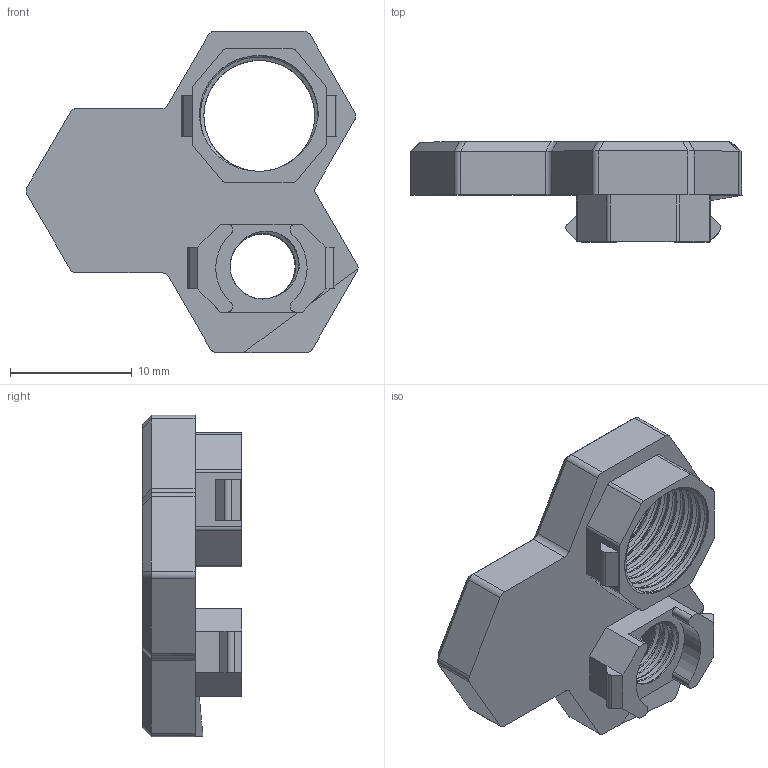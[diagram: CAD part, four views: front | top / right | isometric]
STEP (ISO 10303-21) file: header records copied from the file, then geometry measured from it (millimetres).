
FILE_DESCRIPTION(/* description */ (''),/* implementation_level */ '2;1');
FILE_NAME(/* name */ 'Low_M10_PC4_noLED_High_M6_PC4.step',/* time_stamp */ '2025-03-30T15:03:45+02:00',/* author */ (''),/* organization */ (''),/* preprocessor_version */ 'ST-DEVELOPER v20.1',/* originating_system */ 'Autodesk Translation Framework v14.4.0.0',/* authorisation */ '');
FILE_SCHEMA (('AUTOMOTIVE_DESIGN { 1 0 10303 214 3 1 1 }'));
Length unit declared in the file: millimetre
Products named in the file (1): DualPC4_M10_M6_ (2) (1)
Bounding box: 27.24 x 8.2 x 26.37 mm (x, y, z)
Volume: 1683.8 mm3; surface area: 1919.5 mm2
Topology: 1 solids, 1 shells, 166 faces, 639 edges, 479 vertices
Faces by surface type: plane 82, cylinder 50, bspline 28, cone 5, torus 1
Full cylindrical faces by diameter (mm): 5.336 x2
Entity records: 20431 total; most frequent: CARTESIAN_POINT 15382, ORIENTED_EDGE 1278, DIRECTION 767, EDGE_CURVE 639, VERTEX_POINT 479, LINE 277, VECTOR 277, B_SPLINE_CURVE_WITH_KNOTS 247
